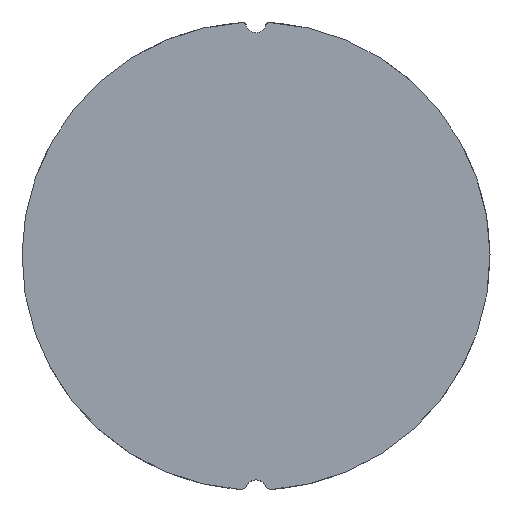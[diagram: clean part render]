
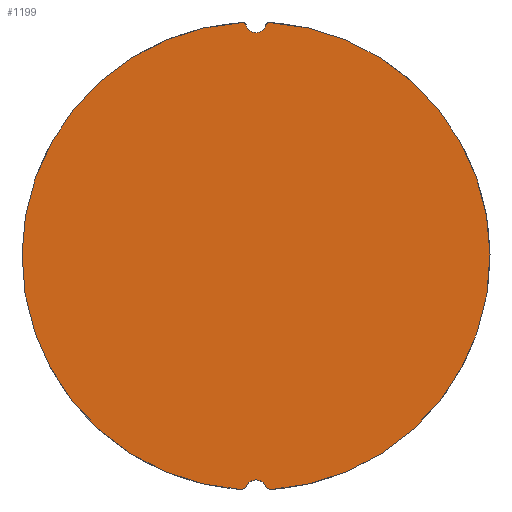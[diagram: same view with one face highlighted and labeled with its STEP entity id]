
A CAD part, front view. The second image highlights one B-rep face of the part: STEP entity #1199.
In plain terms, the highlighted planar face has unit normal (0, -1, 0).
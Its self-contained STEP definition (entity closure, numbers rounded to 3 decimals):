
#13 = CARTESIAN_POINT ( 'NONE',  ( -2.257, 0., -33.426 ) ) ;
#14 = DIRECTION ( 'NONE',  ( 0., 0., 1. ) ) ;
#26 = AXIS2_PLACEMENT_3D ( 'NONE', #433, #399, #1076 ) ;
#35 = CARTESIAN_POINT ( 'NONE',  ( 1.354, 0., -33.856 ) ) ;
#100 = CARTESIAN_POINT ( 'NONE',  ( -1.452, 0., 34.069 ) ) ;
#120 = CIRCLE ( 'NONE', #1502, 1. ) ;
#132 = CARTESIAN_POINT ( 'NONE',  ( 0., 0., 32.946 ) ) ;
#136 = ORIENTED_EDGE ( 'NONE', *, *, #455, .T. ) ;
#146 = AXIS2_PLACEMENT_3D ( 'NONE', #762, #1151, #881 ) ;
#148 = CIRCLE ( 'NONE', #1083, 34.5 ) ;
#152 = CARTESIAN_POINT ( 'NONE',  ( 0., 0., -0.002 ) ) ;
#197 = DIRECTION ( 'NONE',  ( 0., 0., 1. ) ) ;
#199 = DIRECTION ( 'NONE',  ( 0., 0., 1. ) ) ;
#216 = VERTEX_POINT ( 'NONE', #1087 ) ;
#222 = ORIENTED_EDGE ( 'NONE', *, *, #928, .F. ) ;
#258 = AXIS2_PLACEMENT_3D ( 'NONE', #13, #521, #1253 ) ;
#280 = EDGE_CURVE ( 'NONE', #1526, #385, #979, .T. ) ;
#295 = CIRCLE ( 'NONE', #346, 0.5 ) ;
#346 = AXIS2_PLACEMENT_3D ( 'NONE', #1181, #1052, #1559 ) ;
#351 = ORIENTED_EDGE ( 'NONE', *, *, #752, .T. ) ;
#356 = DIRECTION ( 'NONE',  ( 0., 1., 0. ) ) ;
#368 = ORIENTED_EDGE ( 'NONE', *, *, #1507, .T. ) ;
#385 = VERTEX_POINT ( 'NONE', #886 ) ;
#399 = DIRECTION ( 'NONE',  ( 0., 1., 0. ) ) ;
#400 = DIRECTION ( 'NONE',  ( 0., 1., 0. ) ) ;
#401 = ORIENTED_EDGE ( 'NONE', *, *, #541, .T. ) ;
#433 = CARTESIAN_POINT ( 'NONE',  ( 0., 0., 34.446 ) ) ;
#439 = CIRCLE ( 'NONE', #867, 1.5 ) ;
#452 = FACE_OUTER_BOUND ( 'NONE', #1461, .T. ) ;
#453 = ORIENTED_EDGE ( 'NONE', *, *, #721, .F. ) ;
#455 = EDGE_CURVE ( 'NONE', #1073, #1268, #753, .T. ) ;
#463 = DIRECTION ( 'NONE',  ( 0., 1., 0. ) ) ;
#481 = DIRECTION ( 'NONE',  ( 0., 0., 1. ) ) ;
#494 = ORIENTED_EDGE ( 'NONE', *, *, #1285, .F. ) ;
#521 = DIRECTION ( 'NONE',  ( 0., 1., 0. ) ) ;
#541 = EDGE_CURVE ( 'NONE', #1444, #1501, #295, .T. ) ;
#542 = CIRCLE ( 'NONE', #146, 1. ) ;
#562 = CARTESIAN_POINT ( 'NONE',  ( 2.324, 0., -34.424 ) ) ;
#593 = CARTESIAN_POINT ( 'NONE',  ( 0., 0., 34.446 ) ) ;
#603 = ORIENTED_EDGE ( 'NONE', *, *, #804, .F. ) ;
#618 = AXIS2_PLACEMENT_3D ( 'NONE', #840, #706, #1346 ) ;
#648 = EDGE_CURVE ( 'NONE', #216, #730, #439, .T. ) ;
#655 = AXIS2_PLACEMENT_3D ( 'NONE', #1116, #356, #1254 ) ;
#658 = CARTESIAN_POINT ( 'NONE',  ( 0., 0., -0.002 ) ) ;
#671 = DIRECTION ( 'NONE',  ( 0., 0., 1. ) ) ;
#706 = DIRECTION ( 'NONE',  ( 0., 1., 0. ) ) ;
#721 = EDGE_CURVE ( 'NONE', #385, #1501, #1604, .T. ) ;
#730 = VERTEX_POINT ( 'NONE', #35 ) ;
#752 = EDGE_CURVE ( 'NONE', #1268, #1444, #1519, .T. ) ;
#753 = CIRCLE ( 'NONE', #26, 1.5 ) ;
#762 = CARTESIAN_POINT ( 'NONE',  ( 2.257, 0., -33.426 ) ) ;
#782 = VERTEX_POINT ( 'NONE', #562 ) ;
#787 = CARTESIAN_POINT ( 'NONE',  ( 1.936, 0., 33.943 ) ) ;
#804 = EDGE_CURVE ( 'NONE', #216, #1526, #1335, .T. ) ;
#808 = ORIENTED_EDGE ( 'NONE', *, *, #1296, .T. ) ;
#834 = CARTESIAN_POINT ( 'NONE',  ( 2.257, 0., -33.426 ) ) ;
#840 = CARTESIAN_POINT ( 'NONE',  ( -2.257, 0., -33.426 ) ) ;
#867 = AXIS2_PLACEMENT_3D ( 'NONE', #1155, #1043, #1036 ) ;
#881 = DIRECTION ( 'NONE',  ( 0., 0., 1. ) ) ;
#882 = ORIENTED_EDGE ( 'NONE', *, *, #648, .T. ) ;
#886 = CARTESIAN_POINT ( 'NONE',  ( -2.324, 0., -34.424 ) ) ;
#898 = DIRECTION ( 'NONE',  ( 0., 1., 0. ) ) ;
#928 = EDGE_CURVE ( 'NONE', #1073, #1383, #1031, .T. ) ;
#979 = CIRCLE ( 'NONE', #258, 1. ) ;
#1031 = CIRCLE ( 'NONE', #1055, 0.5 ) ;
#1036 = DIRECTION ( 'NONE',  ( 0., 0., 1. ) ) ;
#1043 = DIRECTION ( 'NONE',  ( 0., 1., 0. ) ) ;
#1050 = DIRECTION ( 'NONE',  ( 0., 1., 0. ) ) ;
#1052 = DIRECTION ( 'NONE',  ( 0., -1., 0. ) ) ;
#1055 = AXIS2_PLACEMENT_3D ( 'NONE', #787, #898, #481 ) ;
#1073 = VERTEX_POINT ( 'NONE', #1108 ) ;
#1076 = DIRECTION ( 'NONE',  ( 0., 0., 1. ) ) ;
#1077 = CARTESIAN_POINT ( 'NONE',  ( 2.257, 0., -34.426 ) ) ;
#1083 = AXIS2_PLACEMENT_3D ( 'NONE', #152, #400, #14 ) ;
#1087 = CARTESIAN_POINT ( 'NONE',  ( -1.354, 0., -33.856 ) ) ;
#1097 = AXIS2_PLACEMENT_3D ( 'NONE', #658, #1050, #671 ) ;
#1099 = CARTESIAN_POINT ( 'NONE',  ( -1.964, 0., 34.442 ) ) ;
#1108 = CARTESIAN_POINT ( 'NONE',  ( 1.452, 0., 34.069 ) ) ;
#1116 = CARTESIAN_POINT ( 'NONE',  ( 0., 0., 0. ) ) ;
#1151 = DIRECTION ( 'NONE',  ( 0., -1., 0. ) ) ;
#1155 = CARTESIAN_POINT ( 'NONE',  ( 0., 0., -34.502 ) ) ;
#1181 = CARTESIAN_POINT ( 'NONE',  ( -1.936, 0., 33.943 ) ) ;
#1199 = ADVANCED_FACE ( 'NONE', ( #452 ), #1483, .F. ) ;
#1207 = CARTESIAN_POINT ( 'NONE',  ( -2.257, 0., -34.426 ) ) ;
#1253 = DIRECTION ( 'NONE',  ( 0., 0., 1. ) ) ;
#1254 = DIRECTION ( 'NONE',  ( 0., 0., 1. ) ) ;
#1268 = VERTEX_POINT ( 'NONE', #132 ) ;
#1285 = EDGE_CURVE ( 'NONE', #1383, #782, #148, .T. ) ;
#1296 = EDGE_CURVE ( 'NONE', #730, #1398, #542, .T. ) ;
#1335 = CIRCLE ( 'NONE', #618, 1. ) ;
#1338 = DIRECTION ( 'NONE',  ( 0., -1., 0. ) ) ;
#1345 = ORIENTED_EDGE ( 'NONE', *, *, #280, .F. ) ;
#1346 = DIRECTION ( 'NONE',  ( 0., 0., 1. ) ) ;
#1383 = VERTEX_POINT ( 'NONE', #1390 ) ;
#1390 = CARTESIAN_POINT ( 'NONE',  ( 1.964, 0., 34.442 ) ) ;
#1398 = VERTEX_POINT ( 'NONE', #1077 ) ;
#1418 = AXIS2_PLACEMENT_3D ( 'NONE', #593, #463, #197 ) ;
#1444 = VERTEX_POINT ( 'NONE', #100 ) ;
#1461 = EDGE_LOOP ( 'NONE', ( #401, #453, #1345, #603, #882, #808, #368, #494, #222, #136, #351 ) ) ;
#1483 = PLANE ( 'NONE',  #655 ) ;
#1501 = VERTEX_POINT ( 'NONE', #1099 ) ;
#1502 = AXIS2_PLACEMENT_3D ( 'NONE', #834, #1338, #199 ) ;
#1507 = EDGE_CURVE ( 'NONE', #1398, #782, #120, .T. ) ;
#1519 = CIRCLE ( 'NONE', #1418, 1.5 ) ;
#1526 = VERTEX_POINT ( 'NONE', #1207 ) ;
#1559 = DIRECTION ( 'NONE',  ( 0., 0., 1. ) ) ;
#1604 = CIRCLE ( 'NONE', #1097, 34.5 ) ;
